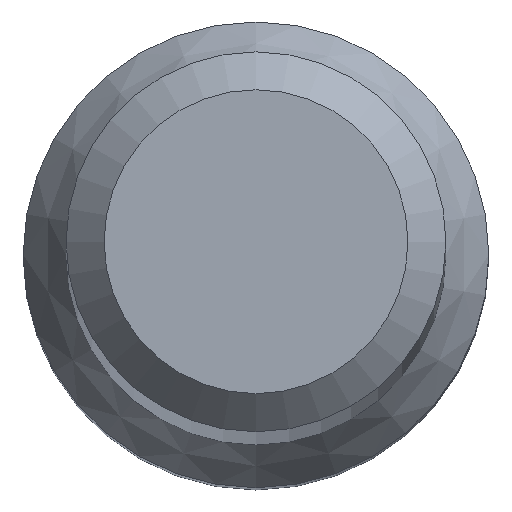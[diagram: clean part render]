
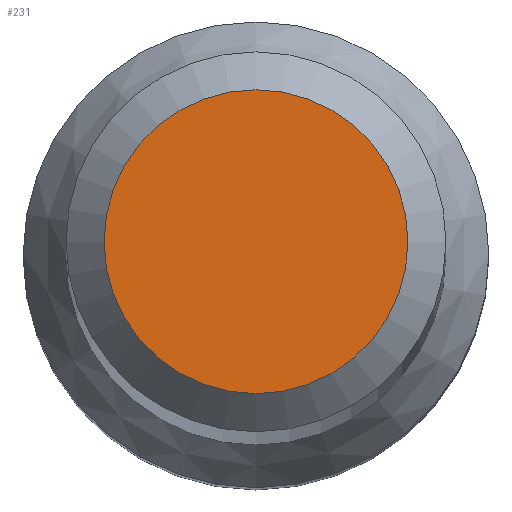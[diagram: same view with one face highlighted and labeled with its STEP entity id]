
A CAD part, top view. The second image highlights one B-rep face of the part: STEP entity #231.
In plain terms, the highlighted planar face has unit normal (0, 0, 1).
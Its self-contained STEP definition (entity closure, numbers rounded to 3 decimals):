
#21 = CARTESIAN_POINT ( 'NONE',  ( 0., 0., 70. ) ) ;
#24 = CARTESIAN_POINT ( 'NONE',  ( 0., 1.2, 70. ) ) ;
#29 = DIRECTION ( 'NONE',  ( 0., 0., -1. ) ) ;
#39 = CIRCLE ( 'NONE', #155, 1.2 ) ;
#47 = EDGE_CURVE ( 'NONE', #118, #118, #39, .T. ) ;
#66 = DIRECTION ( 'NONE',  ( 0., -1., 0. ) ) ;
#103 = ORIENTED_EDGE ( 'NONE', *, *, #47, .F. ) ;
#118 = VERTEX_POINT ( 'NONE', #24 ) ;
#125 = EDGE_LOOP ( 'NONE', ( #103 ) ) ;
#129 = AXIS2_PLACEMENT_3D ( 'NONE', #21, #210, #66 ) ;
#140 = PLANE ( 'NONE',  #129 ) ;
#155 = AXIS2_PLACEMENT_3D ( 'NONE', #166, #29, #240 ) ;
#166 = CARTESIAN_POINT ( 'NONE',  ( 0., 0., 70. ) ) ;
#210 = DIRECTION ( 'NONE',  ( 0., 0., 1. ) ) ;
#224 = FACE_OUTER_BOUND ( 'NONE', #125, .T. ) ;
#231 = ADVANCED_FACE ( 'NONE', ( #224 ), #140, .T. ) ;
#240 = DIRECTION ( 'NONE',  ( 0., 1., 0. ) ) ;
